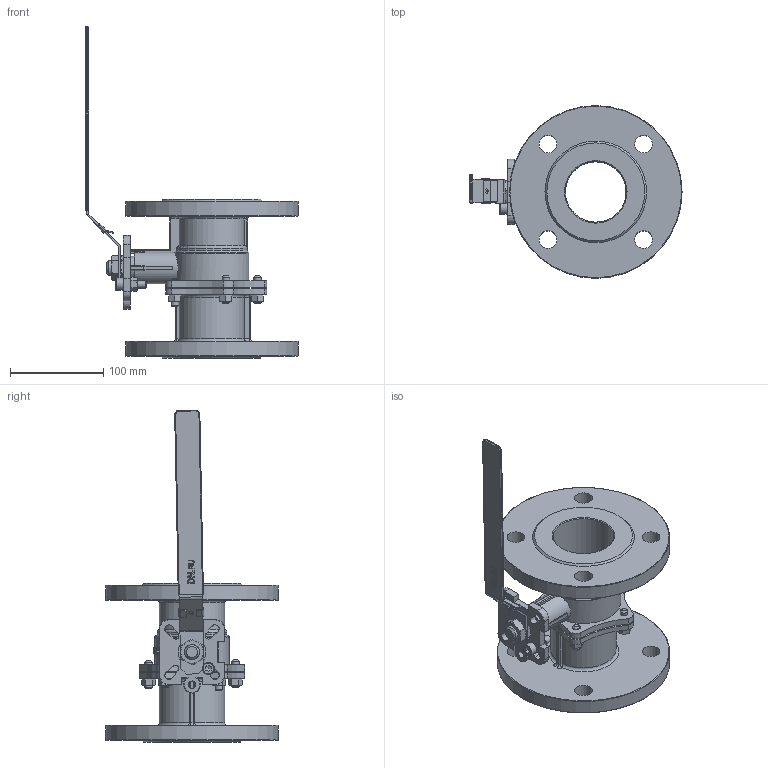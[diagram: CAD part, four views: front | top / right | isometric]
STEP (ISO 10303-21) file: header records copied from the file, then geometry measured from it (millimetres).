
FILE_DESCRIPTION(/* description */ (''),/* implementation_level */ '2;1');
FILE_NAME(/* name */ 'DN65_3D_STEP.stp',/* time_stamp */ '2023-12-14T14:48:32+03:00',/* author */ ('igorr'),/* organization */ (''),/* preprocessor_version */ 'ST-DEVELOPER v19.2',/* originating_system */ 'Autodesk Inventor 2023',/* authorisation */ '');
FILE_SCHEMA (('AUTOMOTIVE_DESIGN { 1 0 10303 214 3 1 1 }'));
Length unit declared in the file: millimetre
Products named in the file (12): Сборка; Деталь1; Деталь2; Деталь3; Деталь4; Деталь5; Деталь6; Деталь7; AS 1421 - M8 x 30 засверленный 
конец; AS 1420 - 1973 - M8 x 25; ANSI B18.2.4.2M - M8x1,25; BS 3692 - M16
Assembly tree (22 placements, depth 2):
  Сборка
    Деталь1
    Деталь2
    Деталь3
    Деталь4  x2
    Деталь5
    Деталь6
    Деталь7
    AS 1421 - M8 x 30 засверленный 
конец  x5
    AS 1420 - 1973 - M8 x 25
    ANSI B18.2.4.2M - M8x1,25  x6
    BS 3692 - M16  x2
Bounding box: 227.44 x 185 x 356.04 mm (x, y, z)
Volume: 1030974.7 mm3; surface area: 279418.7 mm2
Topology: 22 solids, 22 shells, 808 faces, 1914 edges, 1171 vertices
Faces by surface type: plane 387, cylinder 187, cone 140, bspline 54, torus 37, sphere 3
Full cylindrical faces by diameter (mm): 1 x1, 5 x1, 6.647 x6, 7 x10, 8 x8, 13 x1, 13.835 x2, 16 x1, 19 x8, 25 x1, 30 x3, 65 x5, 70 x4, 75 x2, 80 x2, 185 x2
Entity records: 19625 total; most frequent: CARTESIAN_POINT 4779, ORIENTED_EDGE 2884, DIRECTION 2860, EDGE_CURVE 1442, AXIS2_PLACEMENT_3D 1040, VERTEX_POINT 903, LINE 780, VECTOR 780
